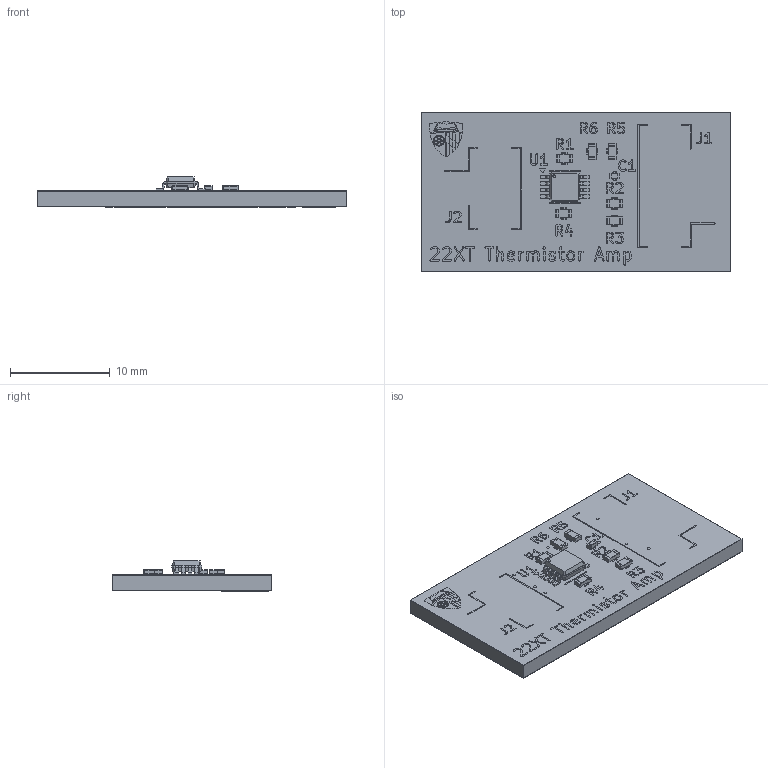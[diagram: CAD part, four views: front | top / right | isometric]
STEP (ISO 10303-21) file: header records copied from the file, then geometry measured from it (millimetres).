
FILE_DESCRIPTION(('KiCad electronic assembly'),'2;1');
FILE_NAME('thermistor circuit.step','2025-11-08T12:24:22',('Pcbnew'),( 'Kicad'),'Open CASCADE STEP processor 7.8','KiCad to STEP converter' ,'Unknown');
FILE_SCHEMA(('AUTOMOTIVE_DESIGN { 1 0 10303 214 1 1 1 1 }'));
Length unit declared in the file: millimetre
Products named in the file (7): thermistor circuit 1; R_0603_1608Metric; VSSOP-8_3x3mm_P0.65mm; C_0402_1005Metric; thermistor circuit_silkscreen; thermistor circuit_soldermask; thermistor circuit_PCB
Assembly tree (11 placements, depth 2):
  thermistor circuit 1
    R_0603_1608Metric  x6
    VSSOP-8_3x3mm_P0.65mm
    C_0402_1005Metric
    thermistor circuit_silkscreen
    thermistor circuit_soldermask
    thermistor circuit_PCB
Bounding box: 31 x 16 x 3.02 mm (x, y, z)
Volume: 761.2 mm3; surface area: 2255.9 mm2
Topology: 9 solids, 156 shells, 493 faces, 3611 edges, 3286 vertices
Faces by surface type: plane 376, cylinder 101, bspline 16
Full cylindrical faces by diameter (mm): 0.3 x9
Entity records: 33495 total; most frequent: CARTESIAN_POINT 6784, DIRECTION 4632, ORIENTED_EDGE 3842, EDGE_CURVE 3271, VERTEX_POINT 3066, LINE 2580, VECTOR 2580, AXIS2_PLACEMENT_3D 1026
